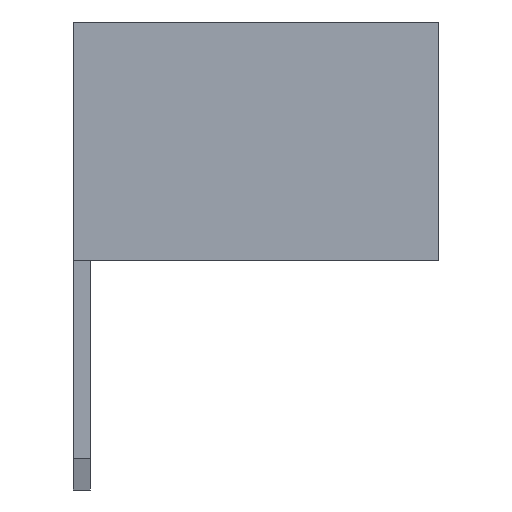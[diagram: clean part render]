
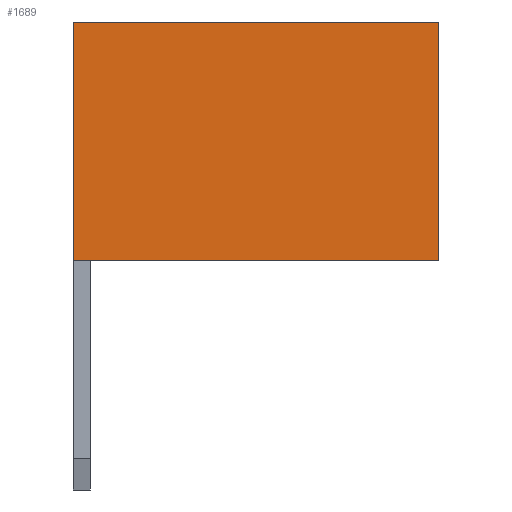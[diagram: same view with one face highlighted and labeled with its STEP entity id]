
A CAD part, left-side view. The second image highlights one B-rep face of the part: STEP entity #1689.
In plain terms, the highlighted planar face has unit normal (-1, 0, 0).
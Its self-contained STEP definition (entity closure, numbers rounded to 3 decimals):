
#1689=ADVANCED_FACE('',(#11845),#11847,.T.);
#11845=FACE_BOUND('',#11846,.T.);
#11846=EDGE_LOOP('',(#19969,#19970,#19971,#19972));
#11847=PLANE('',#11848);
#11848=AXIS2_PLACEMENT_3D('',#11849,#11850,#11851);
#11849=CARTESIAN_POINT('',(-1.,-4.2,0.));
#11850=DIRECTION('',(-1.,0.,0.));
#11851=DIRECTION('',(0.,0.,1.));
#19969=ORIENTED_EDGE('',*,*,#25573,.T.);
#19970=ORIENTED_EDGE('',*,*,#25874,.T.);
#19971=ORIENTED_EDGE('',*,*,#25424,.F.);
#19972=ORIENTED_EDGE('',*,*,#25873,.F.);
#25424=EDGE_CURVE('',#28858,#28860,#28861,.T.);
#25573=EDGE_CURVE('',#29070,#29071,#29072,.T.);
#25873=EDGE_CURVE('',#29070,#28858,#29569,.T.);
#25874=EDGE_CURVE('',#29071,#28860,#29570,.T.);
#28858=VERTEX_POINT('',#34610);
#28860=VERTEX_POINT('',#34614);
#28861=LINE('',#34615,#34616);
#29070=VERTEX_POINT('',#35122);
#29071=VERTEX_POINT('',#35123);
#29072=LINE('',#35124,#35125);
#29569=LINE('',#36221,#36222);
#29570=LINE('',#36224,#36225);
#34610=CARTESIAN_POINT('',(-1.,0.1,0.));
#34614=CARTESIAN_POINT('',(-1.,0.1,2.8));
#34615=CARTESIAN_POINT('',(-1.,0.1,0.));
#34616=VECTOR('',#34617,1.);
#34617=DIRECTION('',(0.,0.,1.));
#35122=CARTESIAN_POINT('',(-1.,-4.2,0.));
#35123=CARTESIAN_POINT('',(-1.,-4.2,2.8));
#35124=CARTESIAN_POINT('',(-1.,-4.2,0.));
#35125=VECTOR('',#35126,1.);
#35126=DIRECTION('',(0.,0.,1.));
#36221=CARTESIAN_POINT('',(-1.,-4.2,0.));
#36222=VECTOR('',#36223,1.);
#36223=DIRECTION('',(0.,1.,0.));
#36224=CARTESIAN_POINT('',(-1.,-4.2,2.8));
#36225=VECTOR('',#36226,1.);
#36226=DIRECTION('',(0.,1.,0.));
